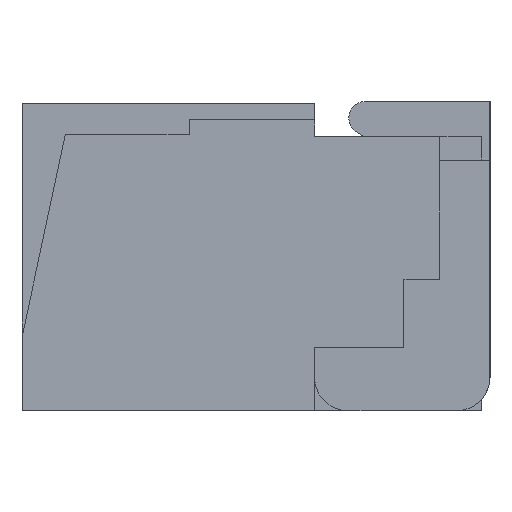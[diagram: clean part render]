
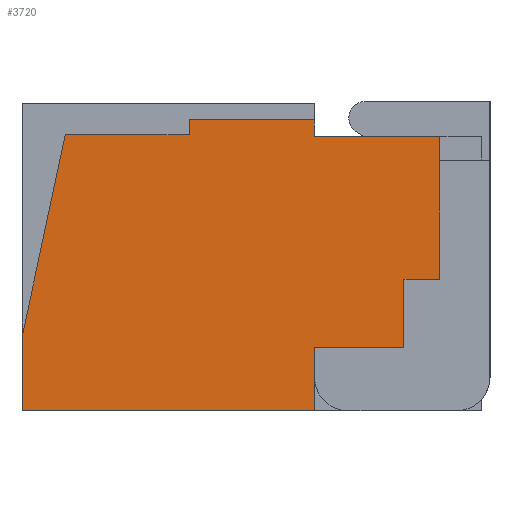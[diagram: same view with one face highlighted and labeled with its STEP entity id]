
A CAD part, left-side view. The second image highlights one B-rep face of the part: STEP entity #3720.
In plain terms, the highlighted planar face has unit normal (-1, 0, 0).
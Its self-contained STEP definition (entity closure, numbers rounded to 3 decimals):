
#1 = EDGE_CURVE ( 'NONE', #1983, #4584, #461, .T. ) ;
#37 = VERTEX_POINT ( 'NONE', #4593 ) ;
#65 = LINE ( 'NONE', #3538, #1131 ) ;
#115 = VERTEX_POINT ( 'NONE', #3435 ) ;
#284 = CARTESIAN_POINT ( 'NONE',  ( 2.9, -1.375, 0. ) ) ;
#401 = VECTOR ( 'NONE', #3679, 1000. ) ;
#423 = VERTEX_POINT ( 'NONE', #4287 ) ;
#461 = LINE ( 'NONE', #1906, #923 ) ;
#504 = DIRECTION ( 'NONE',  ( 0., -1., 0. ) ) ;
#650 = VERTEX_POINT ( 'NONE', #2502 ) ;
#666 = DIRECTION ( 'NONE',  ( 0., -1., 0. ) ) ;
#675 = CARTESIAN_POINT ( 'NONE',  ( 2.9, 0.375, 1.84 ) ) ;
#726 = LINE ( 'NONE', #2238, #976 ) ;
#773 = ORIENTED_EDGE ( 'NONE', *, *, #2517, .F. ) ;
#854 = ORIENTED_EDGE ( 'NONE', *, *, #4168, .T. ) ;
#893 = CARTESIAN_POINT ( 'NONE',  ( 2.9, -1.125, 0.785 ) ) ;
#901 = CARTESIAN_POINT ( 'NONE',  ( 2.9, -0.375, 1.64 ) ) ;
#923 = VECTOR ( 'NONE', #1566, 1000. ) ;
#976 = VECTOR ( 'NONE', #2652, 1000. ) ;
#977 = VECTOR ( 'NONE', #4277, 1000. ) ;
#989 = CARTESIAN_POINT ( 'NONE',  ( 2.9, -0.375, 0.376 ) ) ;
#1004 = VECTOR ( 'NONE', #3947, 1000. ) ;
#1101 = DIRECTION ( 'NONE',  ( 0., -0.21, 0.978 ) ) ;
#1131 = VECTOR ( 'NONE', #2050, 1000. ) ;
#1155 = CARTESIAN_POINT ( 'NONE',  ( 2.9, 1.375, 0. ) ) ;
#1267 = VERTEX_POINT ( 'NONE', #1155 ) ;
#1273 = LINE ( 'NONE', #3485, #977 ) ;
#1374 = CARTESIAN_POINT ( 'NONE',  ( 2.9, -1.375, 1.84 ) ) ;
#1385 = VECTOR ( 'NONE', #1397, 1000. ) ;
#1397 = DIRECTION ( 'NONE',  ( 0., 1., 0. ) ) ;
#1406 = VERTEX_POINT ( 'NONE', #1985 ) ;
#1434 = LINE ( 'NONE', #4158, #3430 ) ;
#1477 = LINE ( 'NONE', #675, #4055 ) ;
#1506 = EDGE_CURVE ( 'NONE', #37, #2076, #4320, .T. ) ;
#1566 = DIRECTION ( 'NONE',  ( 0., 0., 1. ) ) ;
#1567 = DIRECTION ( 'NONE',  ( 0., 0., -1. ) ) ;
#1695 = VECTOR ( 'NONE', #666, 1000. ) ;
#1882 = ORIENTED_EDGE ( 'NONE', *, *, #4239, .T. ) ;
#1906 = CARTESIAN_POINT ( 'NONE',  ( 2.9, -0.375, 1.64 ) ) ;
#1918 = EDGE_CURVE ( 'NONE', #4584, #3082, #4418, .T. ) ;
#1983 = VERTEX_POINT ( 'NONE', #4020 ) ;
#1985 = CARTESIAN_POINT ( 'NONE',  ( 2.9, -0.91, 0.376 ) ) ;
#2050 = DIRECTION ( 'NONE',  ( 0., 0., 1. ) ) ;
#2076 = VERTEX_POINT ( 'NONE', #893 ) ;
#2083 = VECTOR ( 'NONE', #1567, 1000. ) ;
#2212 = ORIENTED_EDGE ( 'NONE', *, *, #3093, .T. ) ;
#2238 = CARTESIAN_POINT ( 'NONE',  ( 2.9, -0.91, 0.376 ) ) ;
#2319 = VERTEX_POINT ( 'NONE', #2929 ) ;
#2384 = ORIENTED_EDGE ( 'NONE', *, *, #1506, .T. ) ;
#2456 = CARTESIAN_POINT ( 'NONE',  ( 2.9, -0.068, 1.65 ) ) ;
#2502 = CARTESIAN_POINT ( 'NONE',  ( 2.9, -0.375, 0. ) ) ;
#2517 = EDGE_CURVE ( 'NONE', #1983, #2319, #4288, .T. ) ;
#2527 = CARTESIAN_POINT ( 'NONE',  ( 2.9, -4.125, 1.74 ) ) ;
#2618 = CARTESIAN_POINT ( 'NONE',  ( 2.9, -0.375, 1.74 ) ) ;
#2619 = AXIS2_PLACEMENT_3D ( 'NONE', #1374, #2869, #4166 ) ;
#2642 = VERTEX_POINT ( 'NONE', #3417 ) ;
#2652 = DIRECTION ( 'NONE',  ( 0., 0., 1. ) ) ;
#2869 = DIRECTION ( 'NONE',  ( 1., 0., 0. ) ) ;
#2882 = ORIENTED_EDGE ( 'NONE', *, *, #3551, .T. ) ;
#2929 = CARTESIAN_POINT ( 'NONE',  ( 2.9, -1.125, 1.64 ) ) ;
#3017 = VECTOR ( 'NONE', #504, 1000. ) ;
#3082 = VERTEX_POINT ( 'NONE', #4850 ) ;
#3093 = EDGE_CURVE ( 'NONE', #3082, #423, #1477, .T. ) ;
#3417 = CARTESIAN_POINT ( 'NONE',  ( 2.9, 1.116, 1.65 ) ) ;
#3430 = VECTOR ( 'NONE', #1101, 1000. ) ;
#3435 = CARTESIAN_POINT ( 'NONE',  ( 2.9, 1.375, 0.44 ) ) ;
#3462 = LINE ( 'NONE', #4656, #2083 ) ;
#3485 = CARTESIAN_POINT ( 'NONE',  ( 2.9, -0.375, 0. ) ) ;
#3488 = ORIENTED_EDGE ( 'NONE', *, *, #3546, .T. ) ;
#3518 = EDGE_CURVE ( 'NONE', #115, #1267, #3462, .T. ) ;
#3538 = CARTESIAN_POINT ( 'NONE',  ( 2.9, -1.125, -7.01 ) ) ;
#3546 = EDGE_CURVE ( 'NONE', #650, #3568, #1273, .T. ) ;
#3551 = EDGE_CURVE ( 'NONE', #2076, #2319, #65, .T. ) ;
#3568 = VERTEX_POINT ( 'NONE', #4223 ) ;
#3619 = ORIENTED_EDGE ( 'NONE', *, *, #1918, .T. ) ;
#3671 = ORIENTED_EDGE ( 'NONE', *, *, #4053, .T. ) ;
#3679 = DIRECTION ( 'NONE',  ( 0., 1., 0. ) ) ;
#3701 = EDGE_CURVE ( 'NONE', #3568, #1406, #4051, .T. ) ;
#3720 = ADVANCED_FACE ( 'NONE', ( #4747 ), #4007, .F. ) ;
#3866 = ORIENTED_EDGE ( 'NONE', *, *, #1, .T. ) ;
#3947 = DIRECTION ( 'NONE',  ( 0., -1., 0. ) ) ;
#4007 = PLANE ( 'NONE',  #2619 ) ;
#4020 = CARTESIAN_POINT ( 'NONE',  ( 2.9, -0.375, 1.64 ) ) ;
#4036 = DIRECTION ( 'NONE',  ( 0., 0., -1. ) ) ;
#4051 = LINE ( 'NONE', #989, #1695 ) ;
#4053 = EDGE_CURVE ( 'NONE', #423, #2642, #4349, .T. ) ;
#4055 = VECTOR ( 'NONE', #4036, 1000. ) ;
#4102 = ORIENTED_EDGE ( 'NONE', *, *, #4629, .F. ) ;
#4158 = CARTESIAN_POINT ( 'NONE',  ( 2.9, 1.375, 0.44 ) ) ;
#4166 = DIRECTION ( 'NONE',  ( 0., 0., -1. ) ) ;
#4168 = EDGE_CURVE ( 'NONE', #1267, #650, #4421, .T. ) ;
#4223 = CARTESIAN_POINT ( 'NONE',  ( 2.9, -0.375, 0.376 ) ) ;
#4239 = EDGE_CURVE ( 'NONE', #1406, #37, #726, .T. ) ;
#4277 = DIRECTION ( 'NONE',  ( 0., 0., 1. ) ) ;
#4279 = ORIENTED_EDGE ( 'NONE', *, *, #3518, .T. ) ;
#4287 = CARTESIAN_POINT ( 'NONE',  ( 2.9, 0.375, 1.65 ) ) ;
#4288 = LINE ( 'NONE', #901, #3017 ) ;
#4295 = VECTOR ( 'NONE', #4834, 1000. ) ;
#4297 = EDGE_LOOP ( 'NONE', ( #3488, #4784, #1882, #2384, #2882, #773, #3866, #3619, #2212, #3671, #4102, #4279, #854 ) ) ;
#4320 = LINE ( 'NONE', #4614, #1004 ) ;
#4349 = LINE ( 'NONE', #2456, #1385 ) ;
#4418 = LINE ( 'NONE', #2527, #401 ) ;
#4421 = LINE ( 'NONE', #284, #4295 ) ;
#4584 = VERTEX_POINT ( 'NONE', #2618 ) ;
#4593 = CARTESIAN_POINT ( 'NONE',  ( 2.9, -0.91, 0.785 ) ) ;
#4614 = CARTESIAN_POINT ( 'NONE',  ( 2.9, -0.91, 0.785 ) ) ;
#4629 = EDGE_CURVE ( 'NONE', #115, #2642, #1434, .T. ) ;
#4656 = CARTESIAN_POINT ( 'NONE',  ( 2.9, 1.375, 1.84 ) ) ;
#4747 = FACE_OUTER_BOUND ( 'NONE', #4297, .T. ) ;
#4784 = ORIENTED_EDGE ( 'NONE', *, *, #3701, .T. ) ;
#4834 = DIRECTION ( 'NONE',  ( 0., -1., 0. ) ) ;
#4850 = CARTESIAN_POINT ( 'NONE',  ( 2.9, 0.375, 1.74 ) ) ;
